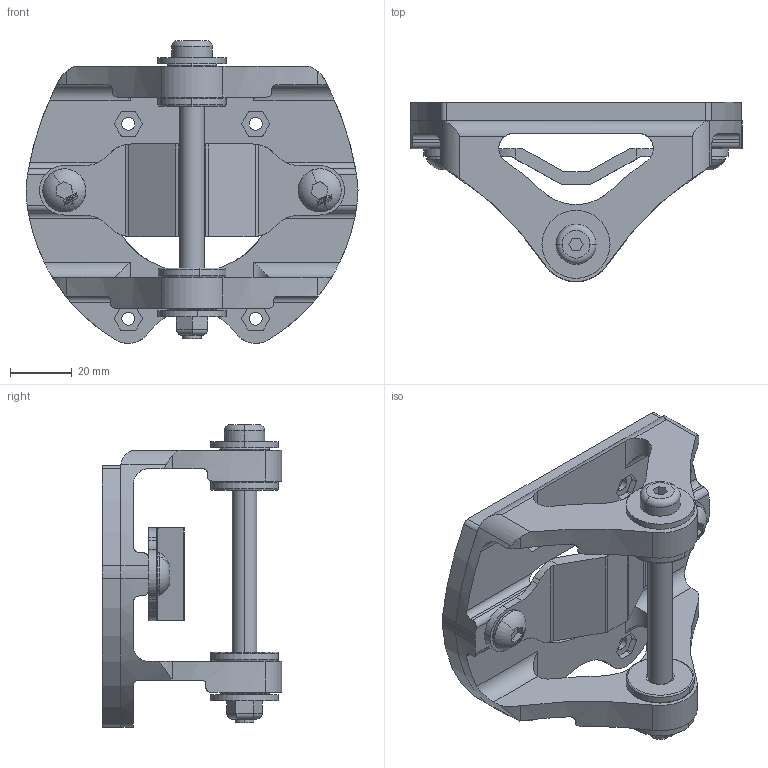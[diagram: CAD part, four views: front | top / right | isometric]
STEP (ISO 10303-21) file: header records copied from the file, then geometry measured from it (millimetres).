
FILE_DESCRIPTION (( 'STEP AP214' ), '1' );
FILE_NAME ('TRUCK - MATRIX II - TOP TRUCK - ALUM - ASSEM.STEP', '2020-10-20T04:42:49', ( '' ), ( '' ), 'SwSTEP 2.0', 'SolidWorks 2016', '' );
FILE_SCHEMA (( 'AUTOMOTIVE_DESIGN' ));
Length unit declared in the file: millimetre
Products named in the file (9): TRUCK - MATRIX II - TOP TRUCK - ALUM - CONVERSION BLOCK-rev.A_Cutout; TRUCK - MATRIX II - TOP TRUCK - ALUM - ASSEM; TRUCK - MATRIX II - KING PIN; TRUCK - MATRIX II - TOP TRUCK - ALUM_OLD MATRIX PRO; TRUCK - MATRIX II - KING PIN WASHER; TRUCK - MATRIX II - BUSH; TRUCK - MATRIX II - RISER - REV.A; TRUCK - MATRIX II - KING PIN NUT; SCREW - BUTTON HEAD - MBS_M8x10
Assembly tree (11 placements, depth 2):
  TRUCK - MATRIX II - TOP TRUCK - ALUM - ASSEM
    TRUCK - MATRIX II - TOP TRUCK - ALUM_OLD MATRIX PRO
    TRUCK - MATRIX II - TOP TRUCK - ALUM - CONVERSION BLOCK-rev.A_Cutout
    SCREW - BUTTON HEAD - MBS_M8x10  x2
    TRUCK - MATRIX II - RISER - REV.A
    TRUCK - MATRIX II - BUSH  x2
    TRUCK - MATRIX II - KING PIN
    TRUCK - MATRIX II - KING PIN NUT
    TRUCK - MATRIX II - KING PIN WASHER  x2
Bounding box: 107.38 x 58 x 97.93 mm (x, y, z)
Volume: 105579.5 mm3; surface area: 55630.6 mm2
Topology: 11 solids, 11 shells, 455 faces, 1230 edges, 806 vertices
Faces by surface type: plane 212, cylinder 189, torus 50, cone 4
Entity records: 12674 total; most frequent: CARTESIAN_POINT 2973, ORIENTED_EDGE 1976, DIRECTION 1908, EDGE_CURVE 988, AXIS2_PLACEMENT_3D 729, VERTEX_POINT 650, VECTOR 450, LINE 450
